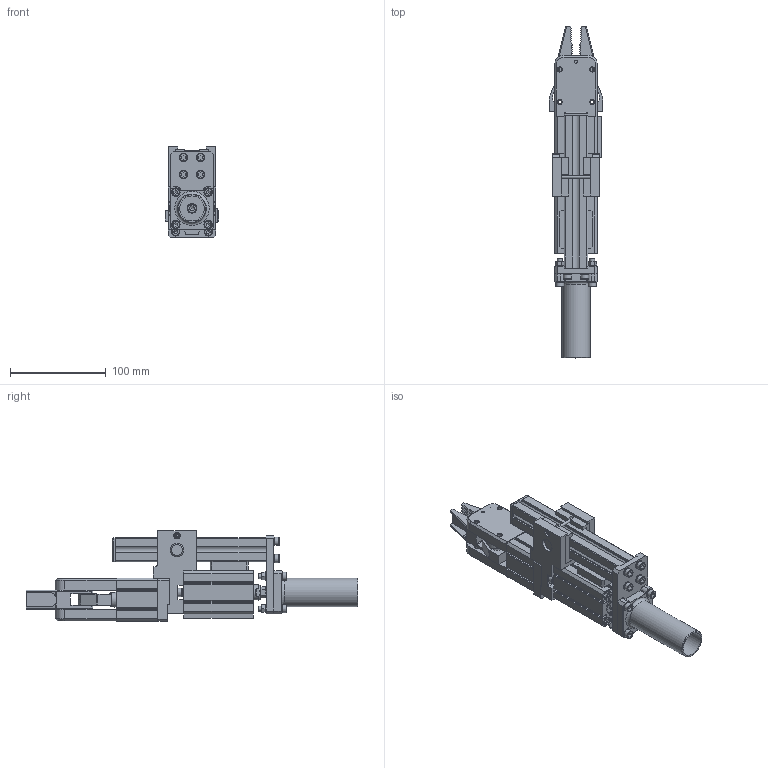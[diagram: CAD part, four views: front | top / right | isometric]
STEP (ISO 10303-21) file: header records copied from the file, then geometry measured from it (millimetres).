
FILE_DESCRIPTION(/* description */ ('GR04.332-40'),/* implementation_level */ '2;1');
FILE_NAME(/* name */ 'GR04.332-40.stp',/* time_stamp */ '2022-07-11T09:07:30+02:00',/* author */ ('lcugaly'),/* organization */ (''),/* preprocessor_version */ 'ST-DEVELOPER v18',/* originating_system */ 'Autodesk Inventor 2020',/* authorisation */ '');
FILE_SCHEMA (('AUTOMOTIVE_DESIGN { 1 0 10303 214 3 1 1 }'));
Products named in the file (49): 0795450; 0770867; 0778413; 0770891; 0770880; 0770881; 0770892; 0770883; 0770861; 0770877; 0778418; 0770864; 0770879; 0770873; 0770884; 0770869; ISO 2338 - 8 h8 x 35; 0795492; 0795491; 0770726_GR04.332-003-02; 0785411; 0770727; 0785296; 0785323; 0795388; 0795367; 0785302; 0785370; 0795373; 0795347; ISO 4762 M5 x 20; 0785310; 0785388; 0778416; 0795484; 0795195; 0785269; 0774429; GR04.325-006:160; 0770708 ...
Assembly tree (86 placements, depth 4):
  0795450
    0770867
      0778413
      0770891
      0770880
      0770881
      0770892
      0770883
      0770861
      0770877
      0770864  x2
        0770879
        0770873
        0770884
      0778418
      0770869
      ISO 2338 - 8 h8 x 35  x2
    0795492
      0795491
      0770726_GR04.332-003-02  x2
      0785411
      0770727
      0785296
      0785323  x2
      0778414  x2
    0795388
      0795367
      0778414  x8
      0785302  x4
      0785370  x4
    0795373
      0795347
      0778414  x4
      ISO 4762 M5 x 20  x4
      0785310
      0785388
      0778416
    0795484
      0795195
      0785269  x2
      0774429
    GR04.325-006:160
    0770708
    0785375  x4
    0774281
      0774279
      0774282
      0774278
    0770832
      0770832_1
      0778414  x4
      0770833  x4
Bounding box: 56 x 347.44 x 94.5 mm (x, y, z)
Volume: 490453.4 mm3; surface area: 252605.8 mm2
Topology: 86 solids, 86 shells, 3298 faces, 7527 edges, 4533 vertices
Faces by surface type: plane 2392, cylinder 447, bspline 229, cone 180, torus 43, sphere 7
Full cylindrical faces by diameter (mm): 1.714 x1, 2.288 x1, 2.459 x1, 2.5 x4, 3 x2, 3.2 x1, 3.242 x1, 3.5 x2, 4 x6, 4.134 x28, 4.2 x2, 4.3 x1, 4.917 x13, 5 x20, 5.3 x30, 5.5 x12, 5.7 x4, 6 x14, 6.4 x1, 6.647 x3, 7 x5, 8 x8, 8.1 x2, 8.4 x2, 8.5 x18, 8.7 x4, 9 x42, 9.43 x2, 10 x2, 13 x1
Entity records: 69033 total; most frequent: CARTESIAN_POINT 14486, ORIENTED_EDGE 10886, DIRECTION 10341, EDGE_CURVE 5443, LINE 3727, VECTOR 3727, VERTEX_POINT 3403, AXIS2_PLACEMENT_3D 3307
